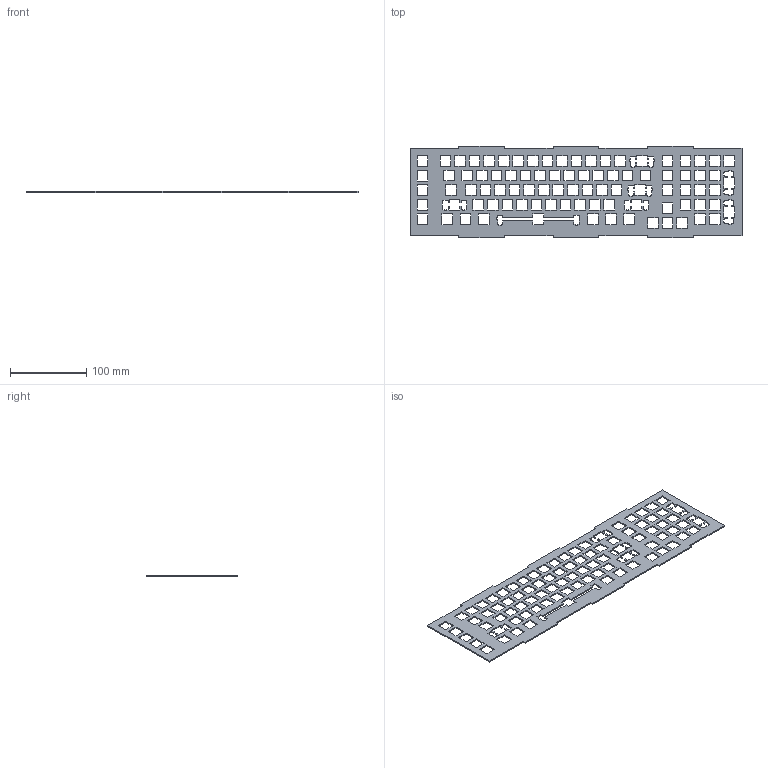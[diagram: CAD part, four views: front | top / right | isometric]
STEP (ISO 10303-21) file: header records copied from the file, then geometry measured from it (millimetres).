
FILE_DESCRIPTION(('KiCad electronic assembly'),'2;1');
FILE_NAME('SwitchPlate.step','2025-03-18T14:09:34',('Pcbnew'),('Kicad'), 'Open CASCADE STEP processor 7.7','KiCad to STEP converter','Unknown' );
FILE_SCHEMA(('AUTOMOTIVE_DESIGN { 1 0 10303 214 1 1 1 1 }'));
Length unit declared in the file: millimetre
Products named in the file (2): SwitchPlate 1; SwitchPlate_PCB
Assembly tree (1 placements, depth 2):
  SwitchPlate 1
    SwitchPlate_PCB
Bounding box: 434.58 x 120.01 x 1.6 mm (x, y, z)
Volume: 50378.5 mm3; surface area: 73810.4 mm2
Topology: 1 solids, 1 shells, 610 faces, 1824 edges, 1216 vertices
Faces by surface type: plane 610
Entity records: 20481 total; most frequent: CARTESIAN_POINT 3652, ORIENTED_EDGE 3648, DIRECTION 3048, EDGE_CURVE 1824, LINE 1824, VECTOR 1824, VERTEX_POINT 1216, FACE_BOUND 788
